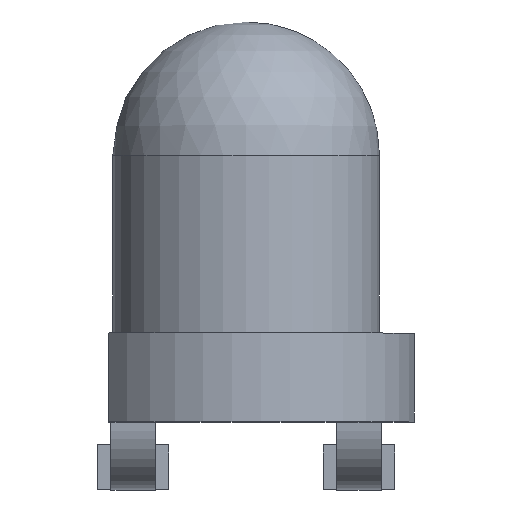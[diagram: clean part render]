
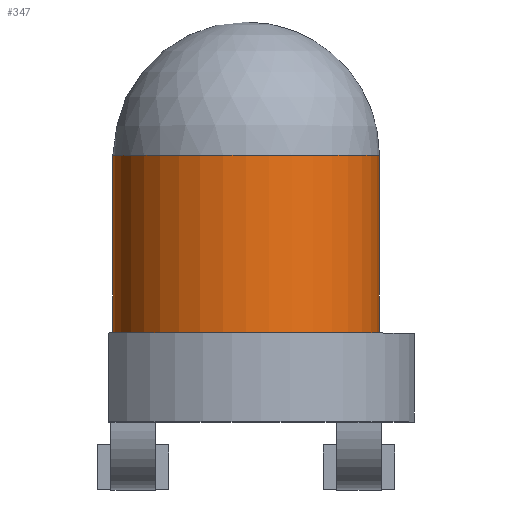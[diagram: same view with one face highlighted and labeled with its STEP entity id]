
A CAD part, top view. The second image highlights one B-rep face of the part: STEP entity #347.
In plain terms, the highlighted cylindrical face has radius 1.5 mm (diameter 3 mm), a full revolution.
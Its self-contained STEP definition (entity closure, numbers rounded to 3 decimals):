
#14=DIRECTION('',(1.,0.,0.));
#29=DIRECTION('',(0.,1.,0.));
#36=VECTOR('',#29,1.);
#43=CARTESIAN_POINT('',(0.,1.5,5.));
#129=EDGE_CURVE('',#130,#130,#132,.T.);
#130=VERTEX_POINT('',#131);
#131=CARTESIAN_POINT('',(1.5,1.5,5.));
#132=CIRCLE('',#133,1.5);
#133=AXIS2_PLACEMENT_3D('',#43,#29,#14);
#347=ADVANCED_FACE('',(#348),#362,.T.);
#348=FACE_BOUND('',#349,.T.);
#349=EDGE_LOOP('',(#350,#357,#360,#361));
#350=ORIENTED_EDGE('',*,*,#351,.F.);
#351=EDGE_CURVE('',#352,#352,#354,.T.);
#352=VERTEX_POINT('',#353);
#353=CARTESIAN_POINT('',(1.5,3.5,5.));
#354=CIRCLE('',#355,1.5);
#355=AXIS2_PLACEMENT_3D('',#356,#29,#14);
#356=CARTESIAN_POINT('',(0.,3.5,5.));
#357=ORIENTED_EDGE('',*,*,#358,.F.);
#358=EDGE_CURVE('',#130,#352,#359,.T.);
#359=LINE('',#131,#36);
#360=ORIENTED_EDGE('',*,*,#129,.T.);
#361=ORIENTED_EDGE('',*,*,#358,.T.);
#362=CYLINDRICAL_SURFACE('',#133,1.5);
